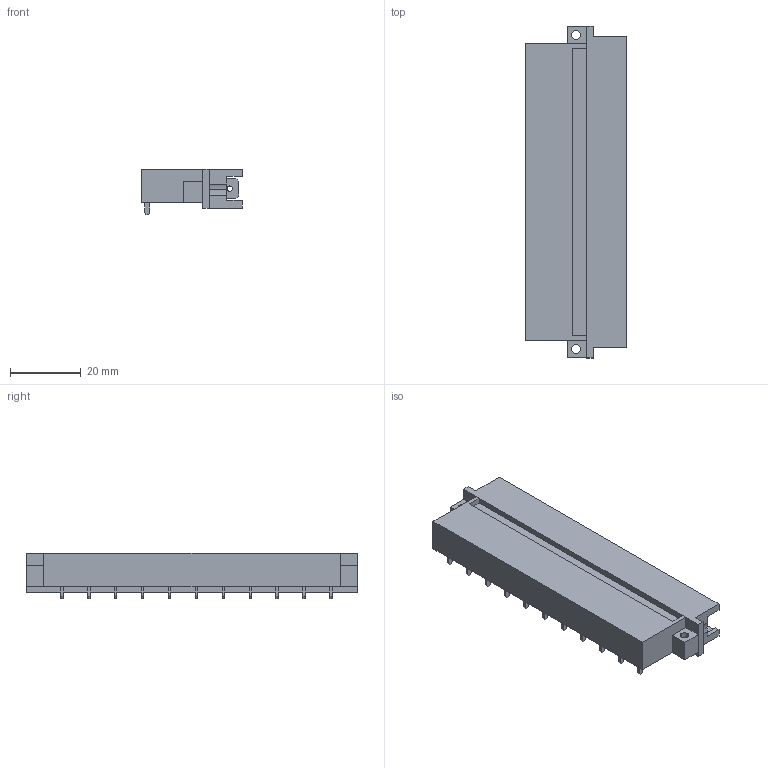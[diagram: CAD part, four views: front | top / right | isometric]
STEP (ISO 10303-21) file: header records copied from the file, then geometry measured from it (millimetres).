
FILE_DESCRIPTION((''),'2;1');
FILE_NAME('ERNI_233230.stp','2010-01-05T17:11:22',(''),(''),'Mechanical Desktop 2006','Mechanical Desktop 2006',', , ');
FILE_SCHEMA(('AUTOMOTIVE_DESIGN { 1 2 10303 214 0 1 1 1 }'));
Length unit declared in the file: millimetre
Products named in the file (1): Product
Bounding box: 28.6 x 94 x 13 mm (x, y, z)
Volume: 17218.1 mm3; surface area: 12784.9 mm2
Topology: 26 solids, 26 shells, 240 faces, 560 edges, 372 vertices
Faces by surface type: plane 230, cylinder 10
Entity records: 6751 total; most frequent: CARTESIAN_POINT 1173, ORIENTED_EDGE 1120, DIRECTION 1062, EDGE_CURVE 560, VECTOR 540, LINE 540, VERTEX_POINT 372, AXIS2_PLACEMENT_3D 261
